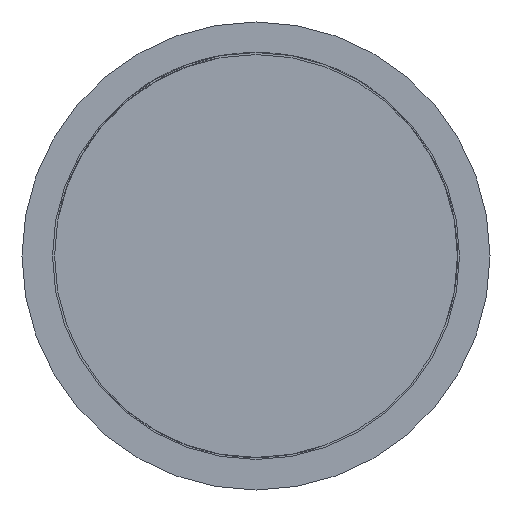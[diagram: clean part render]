
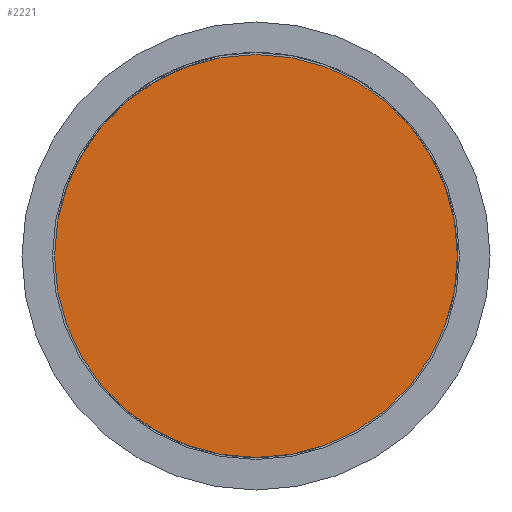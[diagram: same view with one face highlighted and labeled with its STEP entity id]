
A CAD part, front view. The second image highlights one B-rep face of the part: STEP entity #2221.
In plain terms, the highlighted planar face has unit normal (0, -1, 0).
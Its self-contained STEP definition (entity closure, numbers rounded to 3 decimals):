
#127 = DIRECTION ( 'NONE',  ( 0., 1., 0. ) ) ;
#154 = EDGE_LOOP ( 'NONE', ( #503, #1588 ) ) ;
#487 = CIRCLE ( 'NONE', #993, 0.495 ) ;
#503 = ORIENTED_EDGE ( 'NONE', *, *, #1830, .F. ) ;
#524 = DIRECTION ( 'NONE',  ( 0., -1., 0. ) ) ;
#742 = DIRECTION ( 'NONE',  ( 0., 1., 0. ) ) ;
#923 = CARTESIAN_POINT ( 'NONE',  ( 0., -16., 0. ) ) ;
#993 = AXIS2_PLACEMENT_3D ( 'NONE', #1321, #742, #3222 ) ;
#1127 = VERTEX_POINT ( 'NONE', #1325 ) ;
#1213 = DIRECTION ( 'NONE',  ( 0., 0., 1. ) ) ;
#1247 = AXIS2_PLACEMENT_3D ( 'NONE', #923, #127, #1213 ) ;
#1321 = CARTESIAN_POINT ( 'NONE',  ( 0., -16., 0. ) ) ;
#1325 = CARTESIAN_POINT ( 'NONE',  ( 0., -16., -0.495 ) ) ;
#1403 = EDGE_CURVE ( 'Defeature ausgef�hrt1_4+Defeature ausgef�hrt1_5+Defeature ausgef�hrt1_5+Defeature ausgef�hrt1_5', #1127, #3466, #2218, .T. ) ;
#1588 = ORIENTED_EDGE ( 'NONE', *, *, #1403, .F. ) ;
#1830 = EDGE_CURVE ( 'Defeature ausgef�hrt1_4+Defeature ausgef�hrt1_5+Defeature ausgef�hrt1_5+Defeature ausgef�hrt1_5', #3466, #1127, #487, .T. ) ;
#1918 = CARTESIAN_POINT ( 'NONE',  ( -0.495, -16., 0. ) ) ;
#2080 = CARTESIAN_POINT ( 'NONE',  ( 0., -16., 0.495 ) ) ;
#2218 = CIRCLE ( 'NONE', #1247, 0.495 ) ;
#2221 = ADVANCED_FACE ( 'Defeature ausgef�hrt1_5', ( #2898 ), #2759, .T. ) ;
#2759 = PLANE ( 'NONE',  #2844 ) ;
#2844 = AXIS2_PLACEMENT_3D ( 'NONE', #1918, #524, #2988 ) ;
#2898 = FACE_OUTER_BOUND ( 'NONE', #154, .T. ) ;
#2988 = DIRECTION ( 'NONE',  ( 0., 0., -1. ) ) ;
#3222 = DIRECTION ( 'NONE',  ( 0., 0., 1. ) ) ;
#3466 = VERTEX_POINT ( 'NONE', #2080 ) ;
